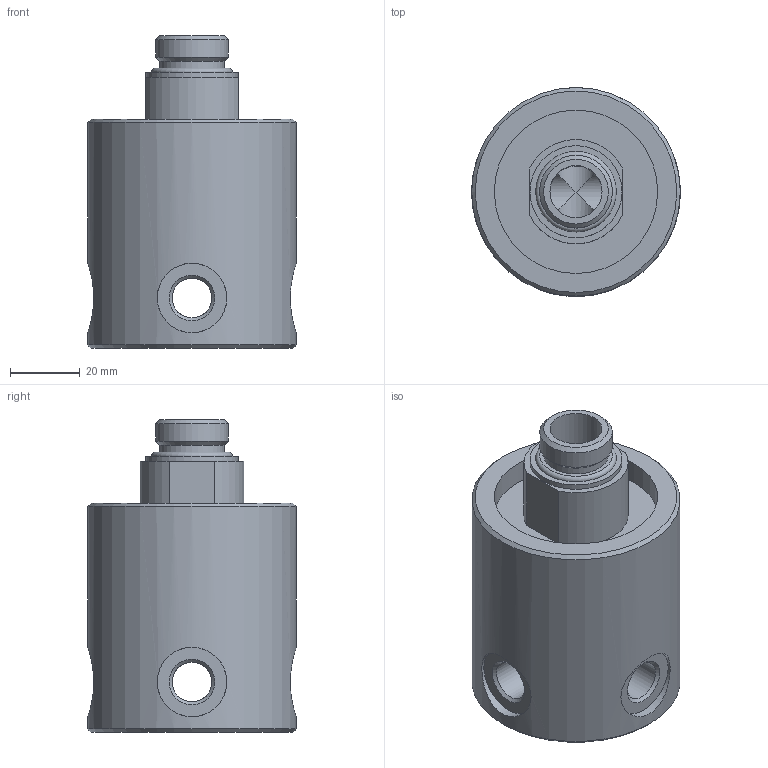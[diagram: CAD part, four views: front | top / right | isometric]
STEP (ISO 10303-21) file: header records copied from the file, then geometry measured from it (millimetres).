
FILE_DESCRIPTION(/* description */ ('STEP AP214'),/* implementation_level */ '2;1');
FILE_NAME(/* name */ '539292_GF-1_2-1_4',/* time_stamp */ '2024-08-28T20:18:05+02:00',/* author */ ('License CC BY-ND 4.0'),/* organization */ ('CADENAS'),/* preprocessor_version */ 'ST-DEVELOPER v19.3',/* originating_system */ 'PARTsolutions',/* authorisation */ ' ');
FILE_SCHEMA (('AUTOMOTIVE_DESIGN {1 0 10303 214 3 1 1}'));
Length unit declared in the file: millimetre
Products named in the file (1): 539292 GF-1/2-1/4
Bounding box: 60 x 60 x 90 mm (x, y, z)
Volume: 166232.1 mm3; surface area: 27978.3 mm2
Topology: 1 solids, 1 shells, 44 faces, 95 edges, 58 vertices
Faces by surface type: cylinder 18, plane 13, cone 12, torus 1
Full cylindrical faces by diameter (mm): 4.134 x2, 11.445 x4, 15 x1, 18.631 x1, 20 x4, 20.955 x1, 26.5 x1, 47 x1, 60 x1
Entity records: 1122 total; most frequent: CARTESIAN_POINT 260, DIRECTION 182, ORIENTED_EDGE 116, FACE_BOUND 89, EDGE_LOOP 87, AXIS2_PLACEMENT_3D 87, EDGE_CURVE 58, VERTEX_POINT 53
